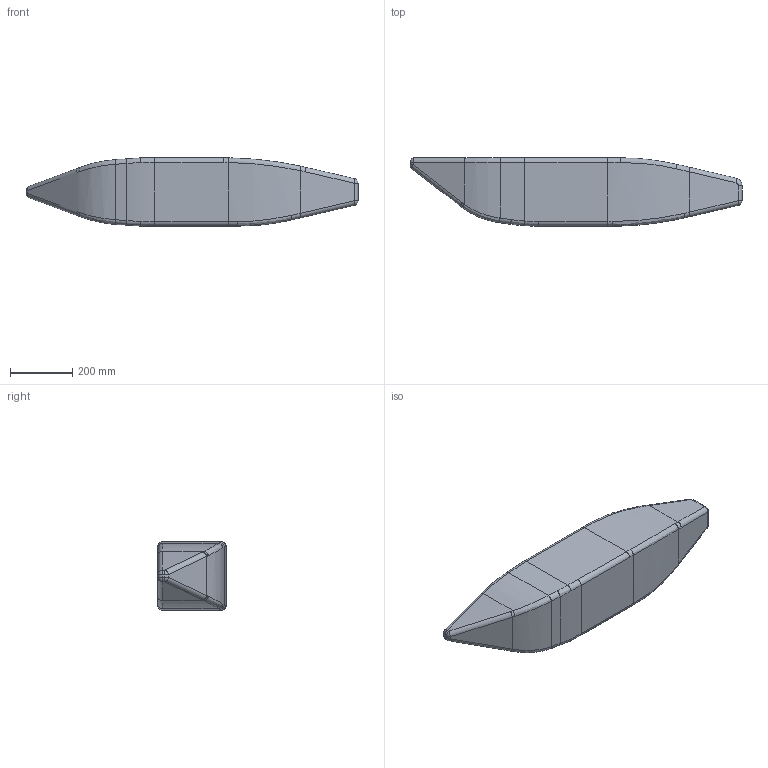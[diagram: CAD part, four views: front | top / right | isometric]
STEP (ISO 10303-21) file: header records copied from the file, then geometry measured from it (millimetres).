
FILE_DESCRIPTION(/* description */ (''),/* implementation_level */ '2;1');
FILE_NAME(/* name */ 'Fuselage v7.step',/* time_stamp */ '2021-07-10T13:59:38+05:00',/* author */ (''),/* organization */ (''),/* preprocessor_version */ 'ST-DEVELOPER v18.1',/* originating_system */ 'Autodesk Translation Framework v10.9.0.1377',/* authorisation */ '');
FILE_SCHEMA (('AUTOMOTIVE_DESIGN { 1 0 10303 214 3 1 1 }'));
Length unit declared in the file: centimetre
Products named in the file (1): Fuselage
Bounding box: 1070 x 220 x 220 mm (x, y, z)
Volume: 35774911.7 mm3; surface area: 744452.6 mm2
Topology: 1 solids, 1 shells, 80 faces, 178 edges, 100 vertices
Faces by surface type: cylinder 32, bspline 18, plane 16, torus 8, sphere 6
Entity records: 2866 total; most frequent: CARTESIAN_POINT 1088, DIRECTION 384, ORIENTED_EDGE 356, EDGE_CURVE 178, AXIS2_PLACEMENT_3D 159, VERTEX_POINT 100, FACE_OUTER_BOUND 80, EDGE_LOOP 80
